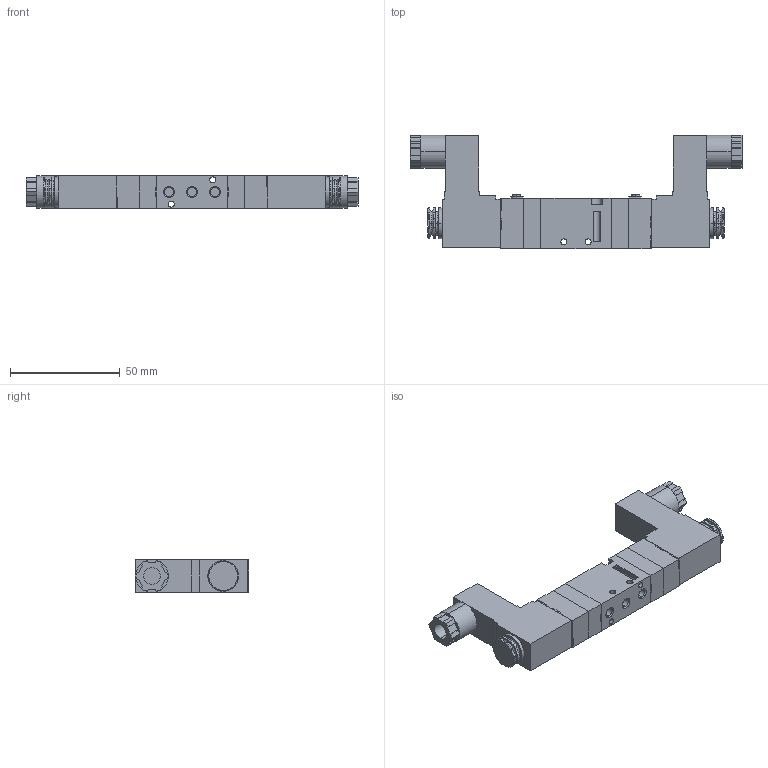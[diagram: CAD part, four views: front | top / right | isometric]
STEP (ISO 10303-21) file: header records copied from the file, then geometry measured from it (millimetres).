
FILE_DESCRIPTION (( 'STEP AP203' ), '1' );
FILE_NAME ('SF1200-IP-SC1-CD1.STEP', '2016-01-04T10:48:19', ( 'yrd8' ), ( '' ), 'SwSTEP 2.0', 'SolidWorks 2008', '' );
FILE_SCHEMA (( 'CONFIG_CONTROL_DESIGN' ));
Length unit declared in the file: millimetre
Products named in the file (5): SF1200-IP-SC1-CD1; SF1000 BODY_ル遽; SF1000 PILOT_ル遽; SF1000 SEMY_ル遽; CN1_ル遽
Assembly tree (7 placements, depth 2):
  SF1200-IP-SC1-CD1
    CN1_ル遽  x2
    SF1000 SEMY_ル遽  x2
    SF1000 BODY_ル遽
    SF1000 PILOT_ル遽  x2
Bounding box: 151.2 x 51.5 x 15 mm (x, y, z)
Volume: 58564.9 mm3; surface area: 27701.8 mm2
Topology: 19 solids, 19 shells, 823 faces, 2158 edges, 1408 vertices
Faces by surface type: plane 479, cylinder 270, torus 36, cone 34, bspline 4
Entity records: 15349 total; most frequent: CARTESIAN_POINT 3778, ORIENTED_EDGE 2310, DIRECTION 2261, EDGE_CURVE 1155, AXIS2_PLACEMENT_3D 764, VERTEX_POINT 753, VECTOR 733, LINE 733
